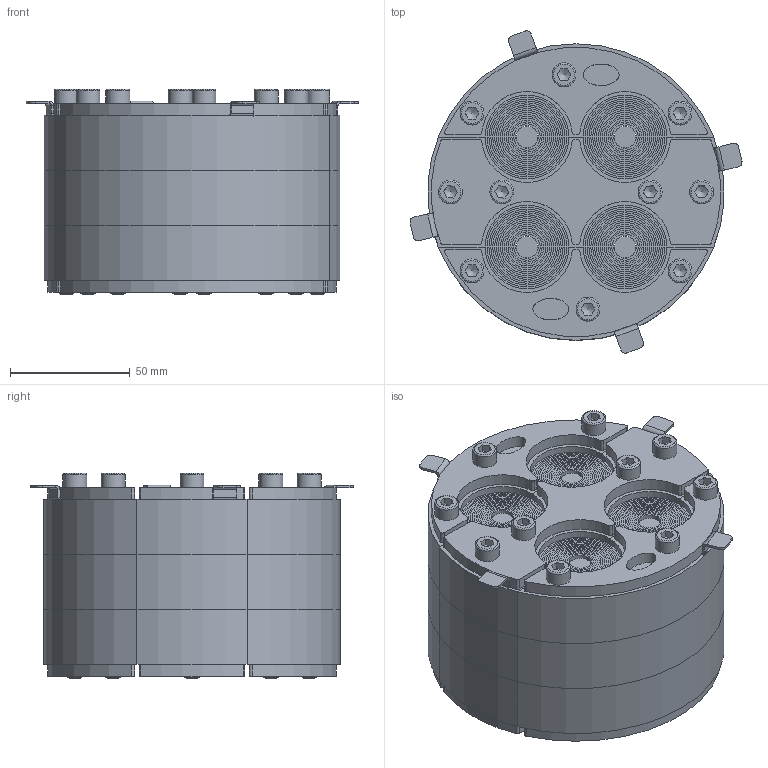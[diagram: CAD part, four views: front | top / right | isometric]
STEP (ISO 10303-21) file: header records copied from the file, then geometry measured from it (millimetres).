
FILE_DESCRIPTION(/* description */ ('H4-124/4x0+9-33/69/F2/UG'),/* implementation_level */ '2;1');
FILE_NAME(/* name */ '100-216340.stp',/* time_stamp */ '2023-03-30T18:11:43+02:00',/* author */ ('se-milkar'),/* organization */ (''),/* preprocessor_version */ 'ST-DEVELOPER v18.1',/* originating_system */ 'Autodesk Inventor 2021',/* authorisation */ '');
FILE_SCHEMA (('AUTOMOTIVE_DESIGN { 1 0 10303 214 3 1 1 }'));
Length unit declared in the file: millimetre
Products named in the file (13): 100-216340; 100-216345; 100-216347; 100-216344; ISO 4762 - M6 x 80; 100-216346; 100-179335; 100-222628; 100-216343; 100-222627; 100-216342; 100-055491 RS 70 UG; 100-138045
Assembly tree (39 placements, depth 3):
  100-216340
    100-216345
    100-216347
    ISO 4762 - M6 x 80  x10
    100-216344  x2
    100-216346  x2
    100-179335  x4
    100-222628
      100-216343  x3
      100-055491 RS 70 UG  x4
    100-222627  x2
      100-055491 RS 70 UG
      100-216342
    100-138045  x4
Bounding box: 138.83 x 134.79 x 86 mm (x, y, z)
Volume: 882359.4 mm3; surface area: 778614 mm2
Topology: 161 solids, 161 shells, 1316 faces, 2856 edges, 1872 vertices
Faces by surface type: plane 804, cylinder 470, torus 20, cone 20, bspline 2
Full cylindrical faces by diameter (mm): 4.917 x10, 5.7 x30, 6 x10, 6.5 x10, 9 x4, 10 x10
Entity records: 8747 total; most frequent: DIRECTION 1541, CARTESIAN_POINT 1411, ORIENTED_EDGE 1276, EDGE_CURVE 638, AXIS2_PLACEMENT_3D 587, VERTEX_POINT 418, LINE 367, VECTOR 367
